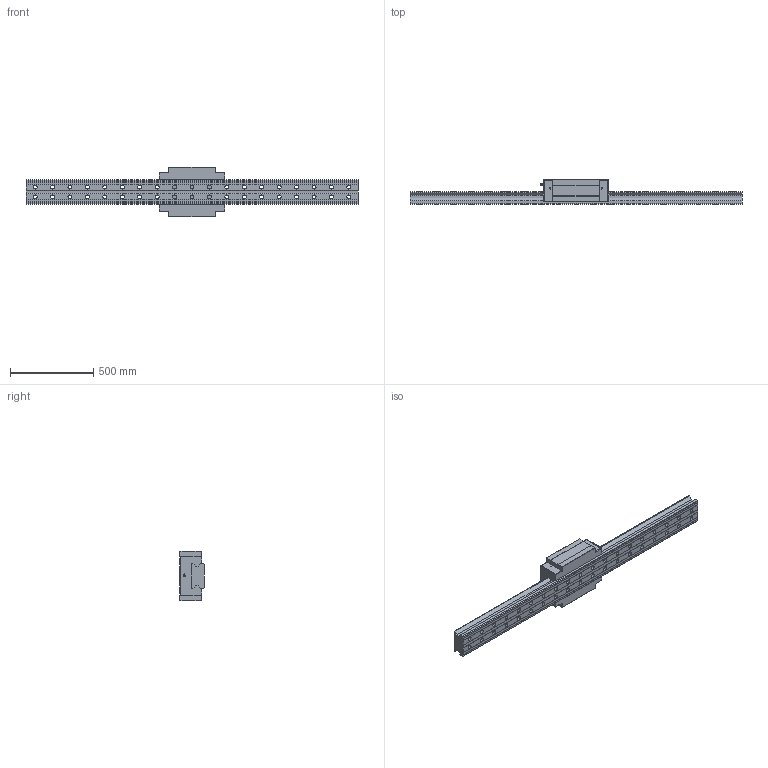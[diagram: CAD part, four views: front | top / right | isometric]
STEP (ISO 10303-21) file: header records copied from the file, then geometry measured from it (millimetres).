
FILE_DESCRIPTION( ( '' ), '1' );
FILE_NAME( 'SRW150LR1SS2000550B-PT1_8802.5000.stp', '2015-04-10T09:15:37', ( '' ), ( '' ), ' ', ' ', ' ' );
FILE_SCHEMA( ( 'CONFIG_CONTROL_DESIGN' ) );
Length unit declared in the file: millimetre
Products named in the file (3): 1; 2; 3
Bounding box: 2000 x 150 x 300 mm (x, y, z)
Volume: 30334189.4 mm3; surface area: 1687861.9 mm2
Topology: 3 solids, 3 shells, 439 faces, 1099 edges, 695 vertices
Faces by surface type: cylinder 186, plane 169, cone 72, torus 8, sphere 4
Entity records: 13510 total; most frequent: CARTESIAN_POINT 2536, DIRECTION 2380, ORIENTED_EDGE 2138, EDGE_CURVE 1069, AXIS2_PLACEMENT_3D 899, VERTEX_POINT 695, LINE 582, VECTOR 582
